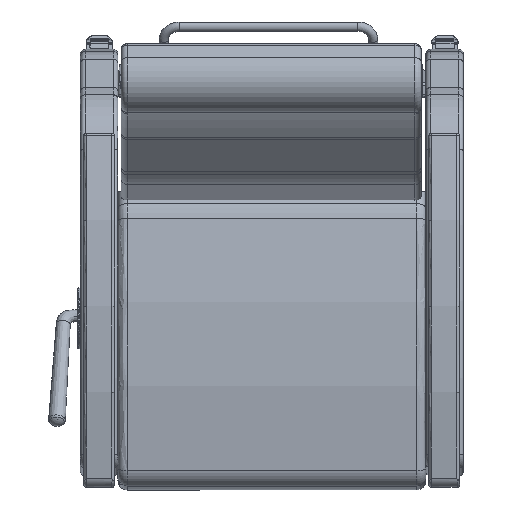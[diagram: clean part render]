
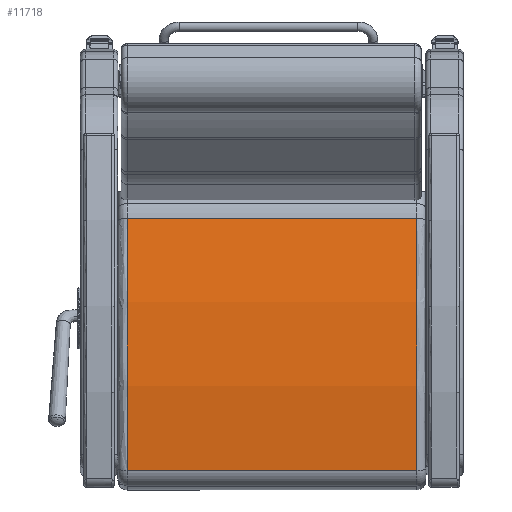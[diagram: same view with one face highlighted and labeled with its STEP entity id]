
A CAD part, front view. The second image highlights one B-rep face of the part: STEP entity #11718.
In plain terms, the highlighted free-form (B-spline) face has degree [1, 2] with [2, 3] control points.
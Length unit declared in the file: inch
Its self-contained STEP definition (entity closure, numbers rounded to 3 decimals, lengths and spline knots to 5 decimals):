
#288=(
BOUNDED_SURFACE()
B_SPLINE_SURFACE(1,2,((#18770,#18771,#18772),(#18773,#18774,#18775)),
 .UNSPECIFIED.,.F.,.F.,.F.)
B_SPLINE_SURFACE_WITH_KNOTS((2,2),(3,3),(-0.19254,0.19254),
(1.36178,1.69928),.UNSPECIFIED.)
GEOMETRIC_REPRESENTATION_ITEM()
RATIONAL_B_SPLINE_SURFACE(((1.,0.986,1.),(1.,0.986,
1.)))
REPRESENTATION_ITEM('')
SURFACE()
);
#540=ELLIPSE('',#12813,60.05357,60.);
#550=ELLIPSE('',#12841,60.05357,60.);
#1186=FACE_OUTER_BOUND('',#1967,.T.);
#1967=EDGE_LOOP('',(#8073,#8074,#8075,#8076));
#2851=LINE('',#18768,#3604);
#2852=LINE('',#18777,#3605);
#3604=VECTOR('',#14595,0.3937);
#3605=VECTOR('',#14598,0.3937);
#5136=VERTEX_POINT('',#18560);
#5137=VERTEX_POINT('',#18561);
#5162=VERTEX_POINT('',#18767);
#5163=VERTEX_POINT('',#18776);
#6248=EDGE_CURVE('',#5136,#5137,#540,.T.);
#6286=EDGE_CURVE('',#5137,#5162,#2851,.T.);
#6288=EDGE_CURVE('',#5136,#5163,#2852,.T.);
#6289=EDGE_CURVE('',#5162,#5163,#550,.T.);
#8073=ORIENTED_EDGE('',*,*,#6248,.F.);
#8074=ORIENTED_EDGE('',*,*,#6288,.T.);
#8075=ORIENTED_EDGE('',*,*,#6289,.F.);
#8076=ORIENTED_EDGE('',*,*,#6286,.F.);
#11718=ADVANCED_FACE('',(#1186),#288,.F.);
#12813=AXIS2_PLACEMENT_3D('',#18562,#14527,#14528);
#12841=AXIS2_PLACEMENT_3D('',#18778,#14599,#14600);
#14527=DIRECTION('center_axis',(0.,0.,-1.));
#14528=DIRECTION('ref_axis',(1.,0.,0.));
#14595=DIRECTION('',(0.,0.,1.));
#14598=DIRECTION('',(0.,0.,1.));
#14599=DIRECTION('center_axis',(0.,0.,1.));
#14600=DIRECTION('ref_axis',(1.,0.,0.));
#18560=CARTESIAN_POINT('',(-10.04459,1.25621,-11.5625));
#18561=CARTESIAN_POINT('',(10.1114,0.44486,-11.5625));
#18562=CARTESIAN_POINT('Origin',(-2.34979,-58.24922,-11.5625));
#18767=CARTESIAN_POINT('',(10.1114,0.44486,11.5625));
#18768=CARTESIAN_POINT('',(10.1114,0.44486,0.));
#18770=CARTESIAN_POINT('Ctrl Pts',(10.1114,0.44486,-11.5625));
#18771=CARTESIAN_POINT('Ctrl Pts',(0.10258,2.56602,-11.5625));
#18772=CARTESIAN_POINT('Ctrl Pts',(-10.04459,1.25621,-11.5625));
#18773=CARTESIAN_POINT('Ctrl Pts',(10.1114,0.44486,11.5625));
#18774=CARTESIAN_POINT('Ctrl Pts',(0.10258,2.56602,11.5625));
#18775=CARTESIAN_POINT('Ctrl Pts',(-10.04459,1.25621,11.5625));
#18776=CARTESIAN_POINT('',(-10.04459,1.25621,11.5625));
#18777=CARTESIAN_POINT('',(-10.04459,1.25621,0.));
#18778=CARTESIAN_POINT('Origin',(-2.34979,-58.24922,11.5625));
